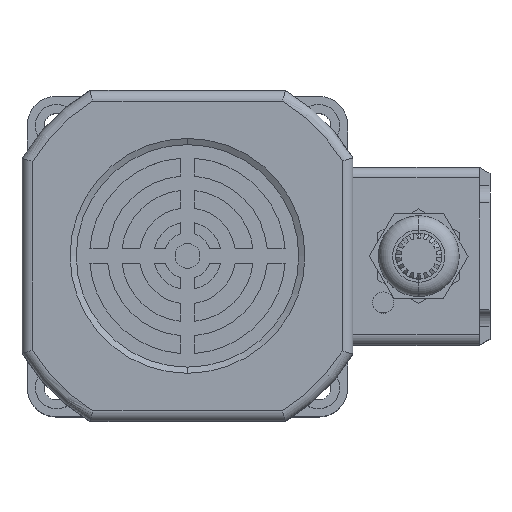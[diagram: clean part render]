
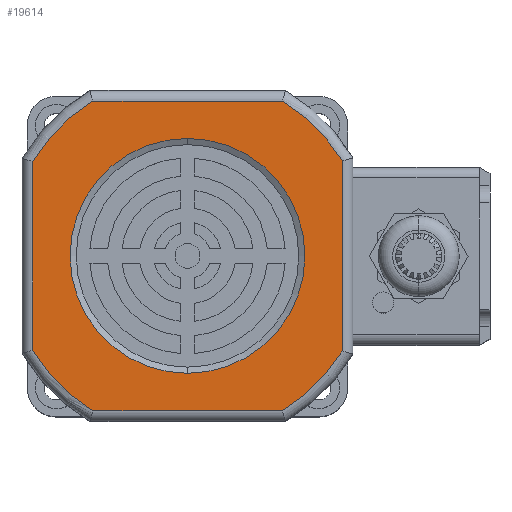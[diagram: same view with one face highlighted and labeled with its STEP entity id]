
A CAD part, top view. The second image highlights one B-rep face of the part: STEP entity #19614.
In plain terms, the highlighted face is planar.
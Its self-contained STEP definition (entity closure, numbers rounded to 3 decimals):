
#95 = EDGE_CURVE ( 'NONE', #19805, #19501, #21080, .T. ) ;
#272 = LINE ( 'NONE', #12774, #438 ) ;
#438 = VECTOR ( 'NONE', #12813, 1000. ) ;
#634 = CIRCLE ( 'NONE', #17191, 51. ) ;
#810 = CIRCLE ( 'NONE', #16839, 51. ) ;
#1422 = VECTOR ( 'NONE', #8269, 1000. ) ;
#1571 = VECTOR ( 'NONE', #14965, 1000. ) ;
#2881 = CARTESIAN_POINT ( 'NONE',  ( 26.673, 0., 43.5 ) ) ;
#2927 = LINE ( 'NONE', #15178, #1571 ) ;
#2953 = LINE ( 'NONE', #9175, #1422 ) ;
#3944 = CIRCLE ( 'NONE', #17412, 51. ) ;
#4886 = LINE ( 'NONE', #18616, #5363 ) ;
#5349 = CARTESIAN_POINT ( 'NONE',  ( 43.5, 0., -26.705 ) ) ;
#5363 = VECTOR ( 'NONE', #18643, 1000. ) ;
#5508 = VERTEX_POINT ( 'NONE', #16525 ) ;
#6027 = VERTEX_POINT ( 'NONE', #7688 ) ;
#6253 = VERTEX_POINT ( 'NONE', #2881 ) ;
#6279 = AXIS2_PLACEMENT_3D ( 'NONE', #18153, #17731, #17727 ) ;
#6459 = DIRECTION ( 'NONE',  ( 0., 0., -1. ) ) ;
#6495 = DIRECTION ( 'NONE',  ( 0., -1., 0. ) ) ;
#6545 = CARTESIAN_POINT ( 'NONE',  ( 0., 0., 0. ) ) ;
#7270 = EDGE_CURVE ( 'NONE', #9581, #6027, #4886, .T. ) ;
#7317 = EDGE_CURVE ( 'NONE', #6027, #5508, #3944, .T. ) ;
#7378 = DIRECTION ( 'NONE',  ( 0., 0., -1. ) ) ;
#7466 = EDGE_CURVE ( 'NONE', #5508, #7585, #2927, .T. ) ;
#7569 = DIRECTION ( 'NONE',  ( 0., -1., 0. ) ) ;
#7575 = EDGE_CURVE ( 'NONE', #7585, #12885, #634, .T. ) ;
#7585 = VERTEX_POINT ( 'NONE', #13129 ) ;
#7594 = DIRECTION ( 'NONE',  ( 0., 0., 1. ) ) ;
#7611 = EDGE_CURVE ( 'NONE', #12885, #10697, #272, .T. ) ;
#7625 = DIRECTION ( 'NONE',  ( 0., -1., 0. ) ) ;
#7636 = CARTESIAN_POINT ( 'NONE',  ( 0., 0., 0. ) ) ;
#7648 = CARTESIAN_POINT ( 'NONE',  ( 0.05, 0., 0. ) ) ;
#7665 = EDGE_CURVE ( 'NONE', #10697, #6253, #19423, .T. ) ;
#7688 = CARTESIAN_POINT ( 'NONE',  ( -43.5, 0., -26.54 ) ) ;
#7811 = EDGE_CURVE ( 'NONE', #6253, #13770, #2953, .T. ) ;
#7844 = EDGE_CURVE ( 'NONE', #13770, #9581, #810, .T. ) ;
#7914 = EDGE_CURVE ( 'NONE', #19501, #19805, #20381, .T. ) ;
#8041 = CARTESIAN_POINT ( 'NONE',  ( -43.5, 0., 26.54 ) ) ;
#8269 = DIRECTION ( 'NONE',  ( -1., 0., 0. ) ) ;
#9175 = CARTESIAN_POINT ( 'NONE',  ( 0.05, 0., 43.5 ) ) ;
#9257 = EDGE_LOOP ( 'NONE', ( #15714, #15998, #16267, #16368, #16630, #16961, #17252, #17580 ) ) ;
#9581 = VERTEX_POINT ( 'NONE', #8041 ) ;
#10283 = EDGE_LOOP ( 'NONE', ( #17784, #18134 ) ) ;
#10697 = VERTEX_POINT ( 'NONE', #13399 ) ;
#11230 = DIRECTION ( 'NONE',  ( 0., 0., 1. ) ) ;
#11236 = DIRECTION ( 'NONE',  ( 0., -1., 0. ) ) ;
#11256 = CARTESIAN_POINT ( 'NONE',  ( 0.05, 0., 0. ) ) ;
#11633 = CARTESIAN_POINT ( 'NONE',  ( -26.572, 0., 43.5 ) ) ;
#11978 = FACE_OUTER_BOUND ( 'NONE', #9257, .T. ) ;
#12774 = CARTESIAN_POINT ( 'NONE',  ( 43.5, 0., 0. ) ) ;
#12813 = DIRECTION ( 'NONE',  ( 0., 0., 1. ) ) ;
#12885 = VERTEX_POINT ( 'NONE', #5349 ) ;
#13129 = CARTESIAN_POINT ( 'NONE',  ( 26.673, 0., -43.5 ) ) ;
#13136 = DIRECTION ( 'NONE',  ( 0., 0., 1. ) ) ;
#13211 = DIRECTION ( 'NONE',  ( 0., -1., 0. ) ) ;
#13268 = CARTESIAN_POINT ( 'NONE',  ( 0.05, 0., 0. ) ) ;
#13399 = CARTESIAN_POINT ( 'NONE',  ( 43.5, 0., 26.705 ) ) ;
#13770 = VERTEX_POINT ( 'NONE', #11633 ) ;
#14965 = DIRECTION ( 'NONE',  ( 1., 0., 0. ) ) ;
#15003 = CARTESIAN_POINT ( 'NONE',  ( 0., 0., 33. ) ) ;
#15178 = CARTESIAN_POINT ( 'NONE',  ( 0.05, 0., -43.5 ) ) ;
#15714 = ORIENTED_EDGE ( 'NONE', *, *, #7270, .T. ) ;
#15998 = ORIENTED_EDGE ( 'NONE', *, *, #7317, .T. ) ;
#16267 = ORIENTED_EDGE ( 'NONE', *, *, #7466, .T. ) ;
#16368 = ORIENTED_EDGE ( 'NONE', *, *, #7575, .T. ) ;
#16525 = CARTESIAN_POINT ( 'NONE',  ( -26.572, 0., -43.5 ) ) ;
#16630 = ORIENTED_EDGE ( 'NONE', *, *, #7611, .T. ) ;
#16770 = AXIS2_PLACEMENT_3D ( 'NONE', #6545, #6495, #6459 ) ;
#16839 = AXIS2_PLACEMENT_3D ( 'NONE', #7648, #7625, #7594 ) ;
#16961 = ORIENTED_EDGE ( 'NONE', *, *, #7665, .T. ) ;
#17054 = AXIS2_PLACEMENT_3D ( 'NONE', #11256, #11236, #11230 ) ;
#17159 = DIRECTION ( 'NONE',  ( 0., 0., 1. ) ) ;
#17182 = DIRECTION ( 'NONE',  ( 0., -1., 0. ) ) ;
#17191 = AXIS2_PLACEMENT_3D ( 'NONE', #13268, #13211, #13136 ) ;
#17246 = CARTESIAN_POINT ( 'NONE',  ( 0.05, 0., 0. ) ) ;
#17252 = ORIENTED_EDGE ( 'NONE', *, *, #7811, .T. ) ;
#17412 = AXIS2_PLACEMENT_3D ( 'NONE', #17246, #17182, #17159 ) ;
#17580 = ORIENTED_EDGE ( 'NONE', *, *, #7844, .T. ) ;
#17727 = DIRECTION ( 'NONE',  ( 0., 0., 1. ) ) ;
#17731 = DIRECTION ( 'NONE',  ( 0., 1., 0. ) ) ;
#17747 = PLANE ( 'NONE',  #6279 ) ;
#17784 = ORIENTED_EDGE ( 'NONE', *, *, #7914, .F. ) ;
#18134 = ORIENTED_EDGE ( 'NONE', *, *, #95, .F. ) ;
#18153 = CARTESIAN_POINT ( 'NONE',  ( 0.05, 0., 0. ) ) ;
#18616 = CARTESIAN_POINT ( 'NONE',  ( -43.5, 0., 0. ) ) ;
#18643 = DIRECTION ( 'NONE',  ( 0., 0., -1. ) ) ;
#19423 = CIRCLE ( 'NONE', #17054, 51. ) ;
#19501 = VERTEX_POINT ( 'NONE', #19556 ) ;
#19556 = CARTESIAN_POINT ( 'NONE',  ( 0., 0., -33. ) ) ;
#19614 = ADVANCED_FACE ( 'NONE', ( #11978, #21361 ), #17747, .F. ) ;
#19805 = VERTEX_POINT ( 'NONE', #15003 ) ;
#20381 = CIRCLE ( 'NONE', #16770, 33. ) ;
#21080 = CIRCLE ( 'NONE', #23485, 33. ) ;
#21361 = FACE_BOUND ( 'NONE', #10283, .T. ) ;
#23485 = AXIS2_PLACEMENT_3D ( 'NONE', #7636, #7569, #7378 ) ;
